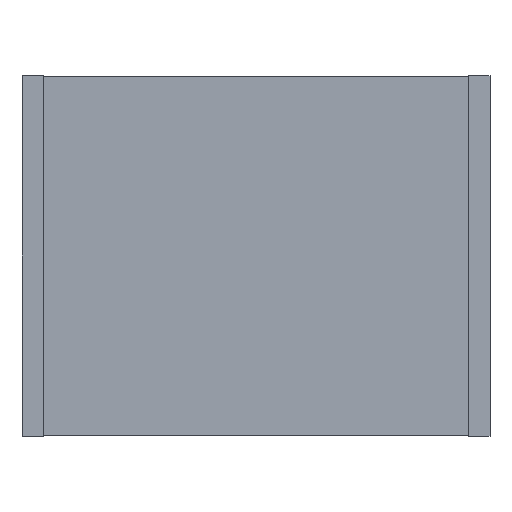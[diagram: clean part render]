
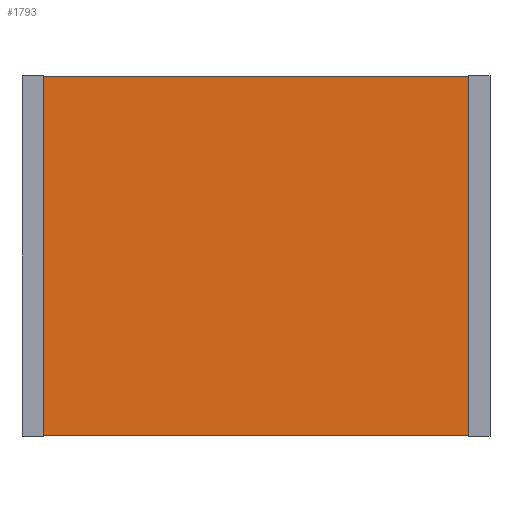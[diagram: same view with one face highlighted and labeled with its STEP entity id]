
A CAD part, front view. The second image highlights one B-rep face of the part: STEP entity #1793.
In plain terms, the highlighted planar face has unit normal (0, -1, 0).
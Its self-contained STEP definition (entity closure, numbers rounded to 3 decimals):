
#22 = DIRECTION ( 'NONE',  ( 0., 0., -1. ) ) ;
#63 = VECTOR ( 'NONE', #2273, 1000. ) ;
#65 = FACE_OUTER_BOUND ( 'NONE', #1201, .T. ) ;
#120 = CARTESIAN_POINT ( 'NONE',  ( 10.39, 0., 0. ) ) ;
#183 = ORIENTED_EDGE ( 'NONE', *, *, #1050, .T. ) ;
#287 = CARTESIAN_POINT ( 'NONE',  ( 0., 0., 0. ) ) ;
#296 = DIRECTION ( 'NONE',  ( 1., 0., 0. ) ) ;
#375 = LINE ( 'NONE', #739, #63 ) ;
#381 = VECTOR ( 'NONE', #22, 1000. ) ;
#408 = ORIENTED_EDGE ( 'NONE', *, *, #1553, .F. ) ;
#705 = AXIS2_PLACEMENT_3D ( 'NONE', #859, #1065, #1479 ) ;
#739 = CARTESIAN_POINT ( 'NONE',  ( 0., 0., -8.38 ) ) ;
#753 = VECTOR ( 'NONE', #296, 1000. ) ;
#840 = PLANE ( 'NONE',  #705 ) ;
#854 = LINE ( 'NONE', #287, #753 ) ;
#859 = CARTESIAN_POINT ( 'NONE',  ( 0., 0., 0. ) ) ;
#1001 = LINE ( 'NONE', #1378, #381 ) ;
#1050 = EDGE_CURVE ( 'NONE', #1219, #1523, #1001, .T. ) ;
#1065 = DIRECTION ( 'NONE',  ( 0., -1., 0. ) ) ;
#1106 = CARTESIAN_POINT ( 'NONE',  ( 0.49, 0., -8.38 ) ) ;
#1201 = EDGE_LOOP ( 'NONE', ( #2368, #1570, #408, #183 ) ) ;
#1214 = CARTESIAN_POINT ( 'NONE',  ( 10.39, 0., 0. ) ) ;
#1215 = EDGE_CURVE ( 'NONE', #2309, #1463, #2382, .T. ) ;
#1219 = VERTEX_POINT ( 'NONE', #1973 ) ;
#1378 = CARTESIAN_POINT ( 'NONE',  ( 0.49, 0., 0. ) ) ;
#1393 = VECTOR ( 'NONE', #2003, 1000. ) ;
#1398 = CARTESIAN_POINT ( 'NONE',  ( 10.39, 0., -8.38 ) ) ;
#1463 = VERTEX_POINT ( 'NONE', #120 ) ;
#1479 = DIRECTION ( 'NONE',  ( 0., 0., -1. ) ) ;
#1523 = VERTEX_POINT ( 'NONE', #1106 ) ;
#1553 = EDGE_CURVE ( 'NONE', #1219, #1463, #854, .T. ) ;
#1570 = ORIENTED_EDGE ( 'NONE', *, *, #1215, .T. ) ;
#1643 = EDGE_CURVE ( 'NONE', #2309, #1523, #375, .T. ) ;
#1793 = ADVANCED_FACE ( 'NONE', ( #65 ), #840, .T. ) ;
#1973 = CARTESIAN_POINT ( 'NONE',  ( 0.49, 0., 0. ) ) ;
#2003 = DIRECTION ( 'NONE',  ( 0., 0., 1. ) ) ;
#2273 = DIRECTION ( 'NONE',  ( -1., 0., 0. ) ) ;
#2309 = VERTEX_POINT ( 'NONE', #1398 ) ;
#2368 = ORIENTED_EDGE ( 'NONE', *, *, #1643, .F. ) ;
#2382 = LINE ( 'NONE', #1214, #1393 ) ;
